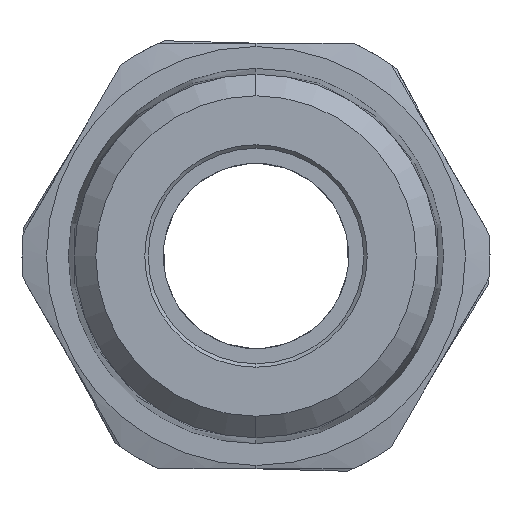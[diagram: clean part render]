
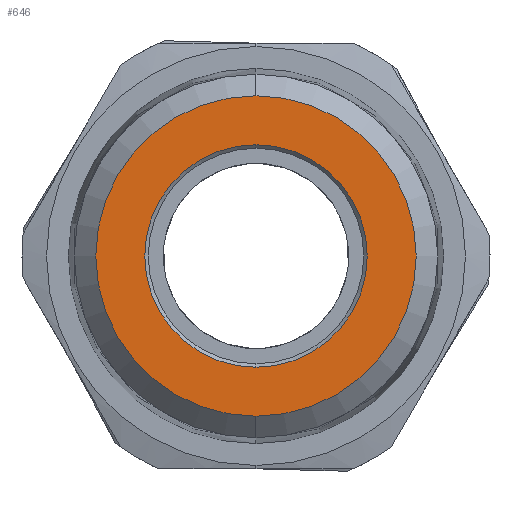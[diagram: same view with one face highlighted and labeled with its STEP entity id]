
A CAD part, left-side view. The second image highlights one B-rep face of the part: STEP entity #646.
In plain terms, the highlighted planar face has unit normal (-1, 0, 0).
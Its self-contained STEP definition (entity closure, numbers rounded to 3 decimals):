
#1 = EDGE_LOOP ( 'NONE', ( #1789, #3066 ) ) ;
#78 = AXIS2_PLACEMENT_3D ( 'NONE', #1472, #1733, #183 ) ;
#183 = DIRECTION ( 'NONE',  ( 0., 0., 1. ) ) ;
#249 = DIRECTION ( 'NONE',  ( -1., 0., 0. ) ) ;
#330 = AXIS2_PLACEMENT_3D ( 'NONE', #758, #747, #996 ) ;
#387 = EDGE_CURVE ( 'NONE', #3319, #1375, #924, .T. ) ;
#403 = DIRECTION ( 'NONE',  ( -1., 0., 0. ) ) ;
#469 = CARTESIAN_POINT ( 'NONE',  ( -45.7, 0., 0. ) ) ;
#518 = AXIS2_PLACEMENT_3D ( 'NONE', #469, #2272, #3256 ) ;
#620 = CARTESIAN_POINT ( 'NONE',  ( -45.7, 0., -7.975 ) ) ;
#646 = ADVANCED_FACE ( 'NONE', ( #2337, #887 ), #1230, .T. ) ;
#746 = CIRCLE ( 'NONE', #78, 7.975 ) ;
#747 = DIRECTION ( 'NONE',  ( 1., 0., 0. ) ) ;
#758 = CARTESIAN_POINT ( 'NONE',  ( -45.7, 0., 0. ) ) ;
#816 = AXIS2_PLACEMENT_3D ( 'NONE', #2208, #403, #2972 ) ;
#850 = ORIENTED_EDGE ( 'NONE', *, *, #2637, .T. ) ;
#887 = FACE_OUTER_BOUND ( 'NONE', #1, .T. ) ;
#924 = CIRCLE ( 'NONE', #2732, 11.487 ) ;
#975 = EDGE_CURVE ( 'NONE', #1375, #3319, #3014, .T. ) ;
#996 = DIRECTION ( 'NONE',  ( 0., 0., 1. ) ) ;
#1230 = PLANE ( 'NONE',  #518 ) ;
#1283 = VERTEX_POINT ( 'NONE', #2112 ) ;
#1331 = CARTESIAN_POINT ( 'NONE',  ( -45.7, 0., 11.487 ) ) ;
#1375 = VERTEX_POINT ( 'NONE', #1331 ) ;
#1472 = CARTESIAN_POINT ( 'NONE',  ( -45.7, 0., 0. ) ) ;
#1474 = CIRCLE ( 'NONE', #330, 7.975 ) ;
#1733 = DIRECTION ( 'NONE',  ( 1., 0., 0. ) ) ;
#1789 = ORIENTED_EDGE ( 'NONE', *, *, #387, .T. ) ;
#1795 = CARTESIAN_POINT ( 'NONE',  ( -45.7, 0., 0. ) ) ;
#1806 = DIRECTION ( 'NONE',  ( 0., 0., 1. ) ) ;
#1899 = EDGE_LOOP ( 'NONE', ( #850, #2266 ) ) ;
#2112 = CARTESIAN_POINT ( 'NONE',  ( -45.7, 0., 7.975 ) ) ;
#2165 = CARTESIAN_POINT ( 'NONE',  ( -45.7, 0., -11.487 ) ) ;
#2208 = CARTESIAN_POINT ( 'NONE',  ( -45.7, 0., 0. ) ) ;
#2266 = ORIENTED_EDGE ( 'NONE', *, *, #2955, .T. ) ;
#2272 = DIRECTION ( 'NONE',  ( -1., 0., 0. ) ) ;
#2337 = FACE_BOUND ( 'NONE', #1899, .T. ) ;
#2615 = VERTEX_POINT ( 'NONE', #620 ) ;
#2637 = EDGE_CURVE ( 'NONE', #1283, #2615, #1474, .T. ) ;
#2732 = AXIS2_PLACEMENT_3D ( 'NONE', #1795, #249, #1806 ) ;
#2955 = EDGE_CURVE ( 'NONE', #2615, #1283, #746, .T. ) ;
#2972 = DIRECTION ( 'NONE',  ( 0., 0., 1. ) ) ;
#3014 = CIRCLE ( 'NONE', #816, 11.487 ) ;
#3066 = ORIENTED_EDGE ( 'NONE', *, *, #975, .T. ) ;
#3256 = DIRECTION ( 'NONE',  ( 0., 0., 1. ) ) ;
#3319 = VERTEX_POINT ( 'NONE', #2165 ) ;
